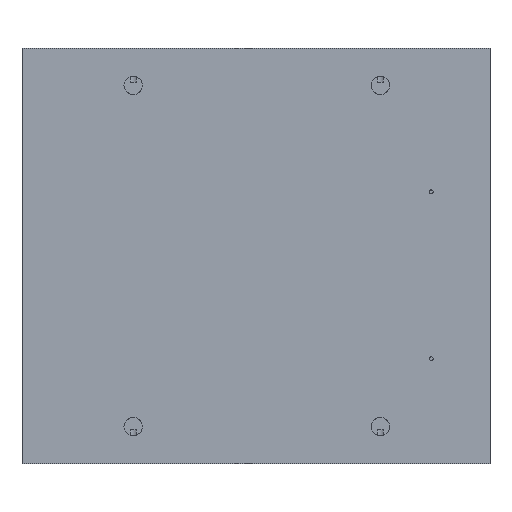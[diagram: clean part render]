
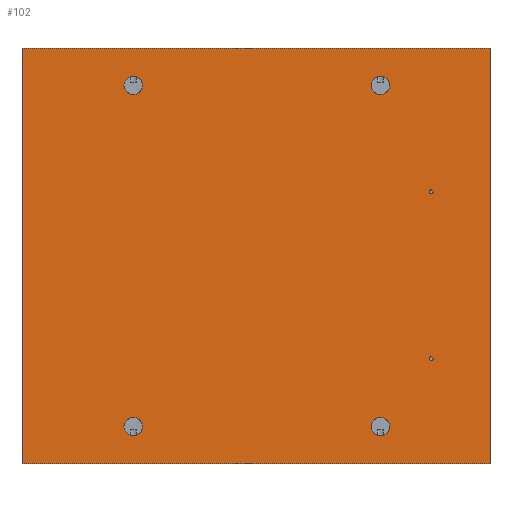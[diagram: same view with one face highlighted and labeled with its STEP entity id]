
A CAD part, left-side view. The second image highlights one B-rep face of the part: STEP entity #102.
In plain terms, the highlighted planar face has unit normal (-1, 0, 0).
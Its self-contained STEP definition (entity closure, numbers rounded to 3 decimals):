
#102=ADVANCED_FACE('',(#234,#235,#236,#237,#238,#239,#240),#241,.T.);
#234=FACE_BOUND('',#387,.T.);
#235=FACE_BOUND('',#388,.T.);
#236=FACE_BOUND('',#389,.T.);
#237=FACE_BOUND('',#390,.T.);
#238=FACE_BOUND('',#391,.T.);
#239=FACE_OUTER_BOUND('',#392,.T.);
#240=FACE_BOUND('',#393,.T.);
#241=PLANE('',#394);
#387=EDGE_LOOP('',(#606));
#388=EDGE_LOOP('',(#607));
#389=EDGE_LOOP('',(#608));
#390=EDGE_LOOP('',(#609));
#391=EDGE_LOOP('',(#610));
#392=EDGE_LOOP('',(#611,#612,#613,#614));
#393=EDGE_LOOP('',(#615));
#394=AXIS2_PLACEMENT_3D('',#616,#617,#618);
#606=ORIENTED_EDGE('',*,*,#795,.T.);
#607=ORIENTED_EDGE('',*,*,#796,.T.);
#608=ORIENTED_EDGE('',*,*,#727,.T.);
#609=ORIENTED_EDGE('',*,*,#797,.T.);
#610=ORIENTED_EDGE('',*,*,#764,.T.);
#611=ORIENTED_EDGE('',*,*,#793,.F.);
#612=ORIENTED_EDGE('',*,*,#782,.F.);
#613=ORIENTED_EDGE('',*,*,#786,.F.);
#614=ORIENTED_EDGE('',*,*,#791,.F.);
#615=ORIENTED_EDGE('',*,*,#798,.T.);
#616=CARTESIAN_POINT('',(280.5,18.5,617.0));
#617=DIRECTION('',(-1.0,0.0,0.0));
#618=DIRECTION('',(0.0,0.0,-1.0));
#727=EDGE_CURVE('',#825,#825,#826,.T.);
#764=EDGE_CURVE('',#885,#885,#886,.T.);
#782=EDGE_CURVE('',#912,#914,#915,.T.);
#786=EDGE_CURVE('',#918,#912,#920,.T.);
#791=EDGE_CURVE('',#926,#918,#928,.T.);
#793=EDGE_CURVE('',#914,#926,#930,.T.);
#795=EDGE_CURVE('',#932,#932,#933,.T.);
#796=EDGE_CURVE('',#934,#934,#935,.T.);
#797=EDGE_CURVE('',#936,#936,#937,.T.);
#798=EDGE_CURVE('',#938,#938,#939,.T.);
#825=VERTEX_POINT('',#971);
#826=CIRCLE('',#972,6.0);
#885=VERTEX_POINT('',#1278);
#886=CIRCLE('',#1279,6.0);
#912=VERTEX_POINT('',#1309);
#914=VERTEX_POINT('',#1312);
#915=LINE('',#1313,#1314);
#918=VERTEX_POINT('',#1318);
#920=LINE('',#1321,#1322);
#926=VERTEX_POINT('',#1328);
#928=LINE('',#1331,#1332);
#930=LINE('',#1334,#1335);
#932=VERTEX_POINT('',#1337);
#933=CIRCLE('',#1338,1.25);
#934=VERTEX_POINT('',#1339);
#935=CIRCLE('',#1340,6.0);
#936=VERTEX_POINT('',#1341);
#937=CIRCLE('',#1342,6.0);
#938=VERTEX_POINT('',#1343);
#939=CIRCLE('',#1344,1.25);
#971=CARTESIAN_POINT('',(280.5,-62.0,733.5));
#972=AXIS2_PLACEMENT_3D('',#1376,#1377,#1378);
#1278=CARTESIAN_POINT('',(280.5,-62.0,500.5));
#1279=AXIS2_PLACEMENT_3D('',#1423,#1424,#1425);
#1309=CARTESIAN_POINT('',(280.5,-133.0,482.5));
#1312=CARTESIAN_POINT('',(280.5,170.0,482.5));
#1313=CARTESIAN_POINT('',(280.5,18.5,482.5));
#1314=VECTOR('',#1449,1.0);
#1318=CARTESIAN_POINT('',(280.5,-133.0,751.5));
#1321=CARTESIAN_POINT('',(280.5,-133.0,617.0));
#1322=VECTOR('',#1452,1.0);
#1328=CARTESIAN_POINT('',(280.5,170.0,751.5));
#1331=CARTESIAN_POINT('',(280.5,18.5,751.5));
#1332=VECTOR('',#1460,1.0);
#1334=CARTESIAN_POINT('',(280.5,170.0,617.0));
#1335=VECTOR('',#1461,1.0);
#1337=CARTESIAN_POINT('',(280.5,-93.75,658.5));
#1338=AXIS2_PLACEMENT_3D('',#1462,#1463,#1464);
#1339=CARTESIAN_POINT('',(280.5,98.0,733.5));
#1340=AXIS2_PLACEMENT_3D('',#1465,#1466,#1467);
#1341=CARTESIAN_POINT('',(280.5,98.0,500.5));
#1342=AXIS2_PLACEMENT_3D('',#1468,#1469,#1470);
#1343=CARTESIAN_POINT('',(280.5,-93.75,550.5));
#1344=AXIS2_PLACEMENT_3D('',#1471,#1472,#1473);
#1376=CARTESIAN_POINT('',(280.5,-62.0,727.5));
#1377=DIRECTION('',(1.0,0.,0.0));
#1378=DIRECTION('',(0.0,0.0,1.0));
#1423=CARTESIAN_POINT('',(280.5,-62.0,506.5));
#1424=DIRECTION('',(1.0,0.,0.));
#1425=DIRECTION('',(0.,0.,-1.0));
#1449=DIRECTION('',(0.0,1.0,0.0));
#1452=DIRECTION('',(0.0,0.0,-1.0));
#1460=DIRECTION('',(0.0,-1.0,0.0));
#1461=DIRECTION('',(0.0,0.0,1.0));
#1462=CARTESIAN_POINT('',(280.5,-95.0,658.5));
#1463=DIRECTION('',(1.0,0.0,0.0));
#1464=DIRECTION('',(0.0,1.0,0.0));
#1465=CARTESIAN_POINT('',(280.5,98.0,727.5));
#1466=DIRECTION('',(1.0,0.,0.0));
#1467=DIRECTION('',(0.0,0.0,1.0));
#1468=CARTESIAN_POINT('',(280.5,98.0,506.5));
#1469=DIRECTION('',(1.0,0.,0.));
#1470=DIRECTION('',(0.,0.,-1.0));
#1471=CARTESIAN_POINT('',(280.5,-95.0,550.5));
#1472=DIRECTION('',(1.0,0.0,0.0));
#1473=DIRECTION('',(0.0,1.0,0.0));
